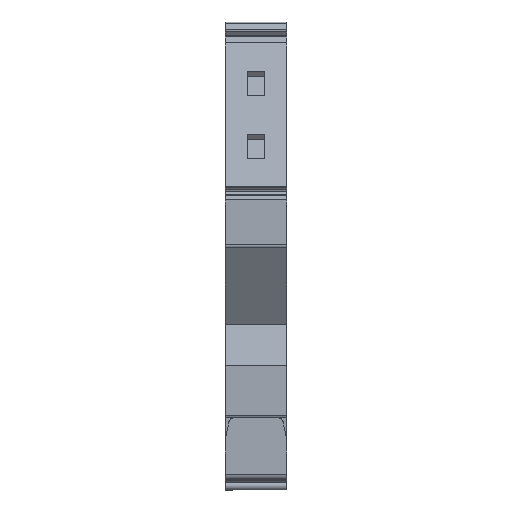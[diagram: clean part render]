
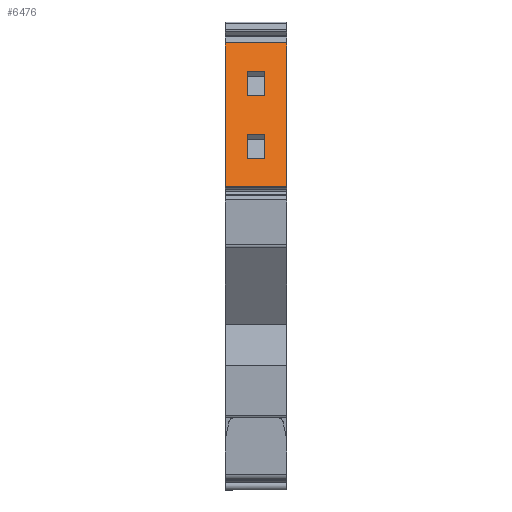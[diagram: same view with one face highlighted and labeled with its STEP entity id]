
A CAD part, top view. The second image highlights one B-rep face of the part: STEP entity #6476.
In plain terms, the highlighted planar face has unit normal (0, 0.342, 0.94).
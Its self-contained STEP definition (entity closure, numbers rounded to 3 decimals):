
#6381=AXIS2_PLACEMENT_3D('Plane Axis2P3D',#6378,#6379,#6380) ;
#6356=CARTESIAN_POINT('Vertex',(0.,87.052,40.406)) ;
#6359=CARTESIAN_POINT('Line Origine',(6.61,87.052,40.406)) ;
#6363=CARTESIAN_POINT('Vertex',(12.,87.052,40.406)) ;
#6378=CARTESIAN_POINT('Axis2P3D Location',(6.,73.051,45.502)) ;
#6383=CARTESIAN_POINT('Line Origine',(0.,73.051,45.502)) ;
#6387=CARTESIAN_POINT('Vertex',(0.,59.049,50.598)) ;
#6390=CARTESIAN_POINT('Line Origine',(6.,59.049,50.598)) ;
#6394=CARTESIAN_POINT('Vertex',(12.,59.049,50.598)) ;
#6397=CARTESIAN_POINT('Line Origine',(12.,73.051,45.502)) ;
#6408=CARTESIAN_POINT('Line Origine',(7.725,66.943,47.725)) ;
#6412=CARTESIAN_POINT('Vertex',(7.725,64.593,48.58)) ;
#6414=CARTESIAN_POINT('Vertex',(7.725,69.292,46.87)) ;
#6417=CARTESIAN_POINT('Line Origine',(6.,64.593,48.58)) ;
#6421=CARTESIAN_POINT('Vertex',(4.275,64.593,48.58)) ;
#6424=CARTESIAN_POINT('Line Origine',(4.275,66.943,47.725)) ;
#6428=CARTESIAN_POINT('Vertex',(4.275,69.292,46.87)) ;
#6431=CARTESIAN_POINT('Line Origine',(6.,69.292,46.87)) ;
#6442=CARTESIAN_POINT('Line Origine',(6.,81.508,42.424)) ;
#6446=CARTESIAN_POINT('Vertex',(7.725,81.508,42.424)) ;
#6448=CARTESIAN_POINT('Vertex',(4.275,81.508,42.424)) ;
#6451=CARTESIAN_POINT('Line Origine',(7.725,79.159,43.279)) ;
#6455=CARTESIAN_POINT('Vertex',(7.725,76.809,44.134)) ;
#6458=CARTESIAN_POINT('Line Origine',(6.,76.809,44.134)) ;
#6462=CARTESIAN_POINT('Vertex',(4.275,76.809,44.134)) ;
#6465=CARTESIAN_POINT('Line Origine',(4.275,79.159,43.279)) ;
#6360=DIRECTION('Vector Direction',(-1.,0.,0.)) ;
#6379=DIRECTION('Axis2P3D Direction',(0.,0.342,0.94)) ;
#6380=DIRECTION('Axis2P3D XDirection',(1.,0.,0.)) ;
#6384=DIRECTION('Vector Direction',(0.,-0.94,0.342)) ;
#6391=DIRECTION('Vector Direction',(1.,0.,0.)) ;
#6398=DIRECTION('Vector Direction',(0.,-0.94,0.342)) ;
#6409=DIRECTION('Vector Direction',(0.,-0.94,0.342)) ;
#6418=DIRECTION('Vector Direction',(1.,0.,0.)) ;
#6425=DIRECTION('Vector Direction',(0.,-0.94,0.342)) ;
#6432=DIRECTION('Vector Direction',(1.,0.,0.)) ;
#6443=DIRECTION('Vector Direction',(1.,0.,0.)) ;
#6452=DIRECTION('Vector Direction',(0.,-0.94,0.342)) ;
#6459=DIRECTION('Vector Direction',(1.,0.,0.)) ;
#6466=DIRECTION('Vector Direction',(0.,-0.94,0.342)) ;
#6361=VECTOR('Line Direction',#6360,1.) ;
#6385=VECTOR('Line Direction',#6384,1.) ;
#6392=VECTOR('Line Direction',#6391,1.) ;
#6399=VECTOR('Line Direction',#6398,1.) ;
#6410=VECTOR('Line Direction',#6409,1.) ;
#6419=VECTOR('Line Direction',#6418,1.) ;
#6426=VECTOR('Line Direction',#6425,1.) ;
#6433=VECTOR('Line Direction',#6432,1.) ;
#6444=VECTOR('Line Direction',#6443,1.) ;
#6453=VECTOR('Line Direction',#6452,1.) ;
#6460=VECTOR('Line Direction',#6459,1.) ;
#6467=VECTOR('Line Direction',#6466,1.) ;
#6403=ORIENTED_EDGE('',*,*,#6365,.F.) ;
#6404=ORIENTED_EDGE('',*,*,#6389,.F.) ;
#6405=ORIENTED_EDGE('',*,*,#6396,.T.) ;
#6406=ORIENTED_EDGE('',*,*,#6401,.F.) ;
#6437=ORIENTED_EDGE('',*,*,#6416,.F.) ;
#6438=ORIENTED_EDGE('',*,*,#6423,.F.) ;
#6439=ORIENTED_EDGE('',*,*,#6430,.F.) ;
#6440=ORIENTED_EDGE('',*,*,#6435,.F.) ;
#6471=ORIENTED_EDGE('',*,*,#6450,.F.) ;
#6472=ORIENTED_EDGE('',*,*,#6457,.F.) ;
#6473=ORIENTED_EDGE('',*,*,#6464,.F.) ;
#6474=ORIENTED_EDGE('',*,*,#6469,.F.) ;
#6441=FACE_BOUND('',#6436,.T.) ;
#6475=FACE_BOUND('',#6470,.T.) ;
#6476=ADVANCED_FACE('MLD_AITB_16_BB_NLO_MAINBODY',(#6407,#6441,#6475),#6382,.T.) ;
#6365=EDGE_CURVE('',#6357,#6364,#6362,.F.) ;
#6389=EDGE_CURVE('',#6388,#6357,#6386,.F.) ;
#6396=EDGE_CURVE('',#6388,#6395,#6393,.T.) ;
#6401=EDGE_CURVE('',#6364,#6395,#6400,.T.) ;
#6416=EDGE_CURVE('',#6413,#6415,#6411,.F.) ;
#6423=EDGE_CURVE('',#6422,#6413,#6420,.T.) ;
#6430=EDGE_CURVE('',#6429,#6422,#6427,.T.) ;
#6435=EDGE_CURVE('',#6415,#6429,#6434,.F.) ;
#6450=EDGE_CURVE('',#6447,#6449,#6445,.F.) ;
#6457=EDGE_CURVE('',#6456,#6447,#6454,.F.) ;
#6464=EDGE_CURVE('',#6463,#6456,#6461,.T.) ;
#6469=EDGE_CURVE('',#6449,#6463,#6468,.T.) ;
#6402=EDGE_LOOP('',(#6403,#6404,#6405,#6406)) ;
#6436=EDGE_LOOP('',(#6437,#6438,#6439,#6440)) ;
#6470=EDGE_LOOP('',(#6471,#6472,#6473,#6474)) ;
#6407=FACE_OUTER_BOUND('',#6402,.T.) ;
#6362=LINE('Line',#6359,#6361) ;
#6386=LINE('Line',#6383,#6385) ;
#6393=LINE('Line',#6390,#6392) ;
#6400=LINE('Line',#6397,#6399) ;
#6411=LINE('Line',#6408,#6410) ;
#6420=LINE('Line',#6417,#6419) ;
#6427=LINE('Line',#6424,#6426) ;
#6434=LINE('Line',#6431,#6433) ;
#6445=LINE('Line',#6442,#6444) ;
#6454=LINE('Line',#6451,#6453) ;
#6461=LINE('Line',#6458,#6460) ;
#6468=LINE('Line',#6465,#6467) ;
#6382=PLANE('',#6381) ;
#6357=VERTEX_POINT('',#6356) ;
#6364=VERTEX_POINT('',#6363) ;
#6388=VERTEX_POINT('',#6387) ;
#6395=VERTEX_POINT('',#6394) ;
#6413=VERTEX_POINT('',#6412) ;
#6415=VERTEX_POINT('',#6414) ;
#6422=VERTEX_POINT('',#6421) ;
#6429=VERTEX_POINT('',#6428) ;
#6447=VERTEX_POINT('',#6446) ;
#6449=VERTEX_POINT('',#6448) ;
#6456=VERTEX_POINT('',#6455) ;
#6463=VERTEX_POINT('',#6462) ;
